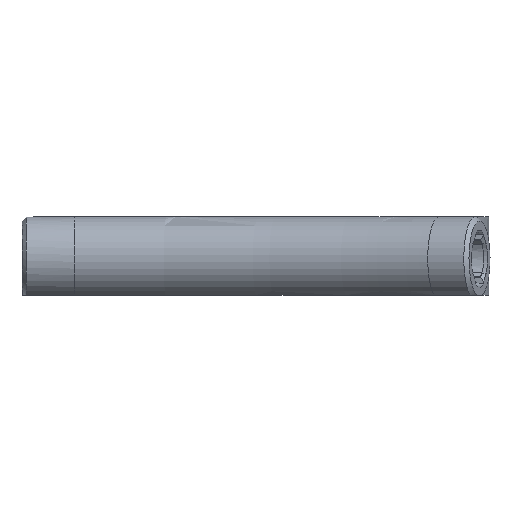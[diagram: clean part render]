
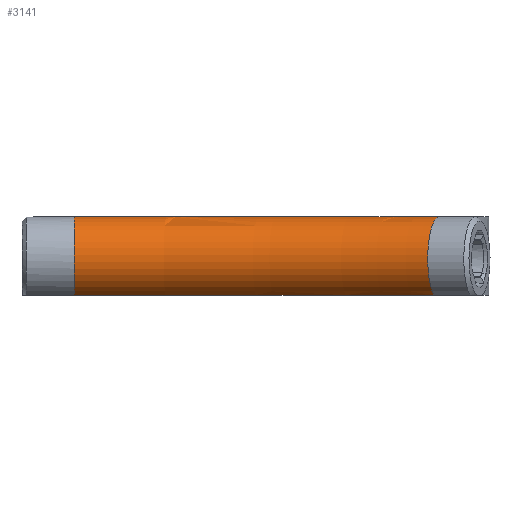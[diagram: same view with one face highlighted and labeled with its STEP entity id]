
A CAD part, left-side view. The second image highlights one B-rep face of the part: STEP entity #3141.
In plain terms, the highlighted toroidal (fillet/blend) face has major radius 125 mm and minor radius 4 mm.
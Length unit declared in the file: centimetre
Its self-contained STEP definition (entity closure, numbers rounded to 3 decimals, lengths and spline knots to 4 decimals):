
#57=TOROIDAL_SURFACE('',#3342,12.5,0.4);
#61=B_SPLINE_CURVE_WITH_KNOTS('',3,(#4642,#4643,#4644,#4645),
 .UNSPECIFIED.,.F.,.F.,(4,4),(13.0661,13.2551),
 .UNSPECIFIED.);
#62=B_SPLINE_CURVE_WITH_KNOTS('',3,(#4651,#4652,#4653,#4654,#4655,#4656,
#4657,#4658),.UNSPECIFIED.,.F.,.F.,(4,2,2,4),(-0.4394,-0.3752,
-0.3083,-0.223),.UNSPECIFIED.);
#228=FACE_OUTER_BOUND('',#412,.T.);
#412=EDGE_LOOP('',(#2211,#2212,#2213,#2214,#2215,#2216,#2217,#2218));
#589=CIRCLE('',#3319,14.9459);
#596=CIRCLE('',#3343,12.5);
#597=CIRCLE('',#3344,0.4);
#598=CIRCLE('',#3345,12.3063);
#599=CIRCLE('',#3346,0.4);
#600=CIRCLE('',#3347,12.5);
#1347=VERTEX_POINT('',#4633);
#1349=VERTEX_POINT('',#4637);
#1350=VERTEX_POINT('',#4641);
#1352=VERTEX_POINT('',#4650);
#1373=VERTEX_POINT('',#4740);
#1374=VERTEX_POINT('',#4742);
#1375=VERTEX_POINT('',#4744);
#1376=VERTEX_POINT('',#4746);
#1659=EDGE_CURVE('',#1347,#1349,#589,.T.);
#1660=EDGE_CURVE('',#1349,#1350,#61,.T.);
#1663=EDGE_CURVE('',#1350,#1352,#62,.T.);
#1695=EDGE_CURVE('',#1352,#1373,#596,.T.);
#1696=EDGE_CURVE('',#1374,#1373,#597,.T.);
#1697=EDGE_CURVE('',#1375,#1374,#598,.T.);
#1698=EDGE_CURVE('',#1376,#1375,#599,.T.);
#1699=EDGE_CURVE('',#1376,#1347,#600,.T.);
#2211=ORIENTED_EDGE('',*,*,#1659,.T.);
#2212=ORIENTED_EDGE('',*,*,#1660,.T.);
#2213=ORIENTED_EDGE('',*,*,#1663,.T.);
#2214=ORIENTED_EDGE('',*,*,#1695,.T.);
#2215=ORIENTED_EDGE('',*,*,#1696,.F.);
#2216=ORIENTED_EDGE('',*,*,#1697,.F.);
#2217=ORIENTED_EDGE('',*,*,#1698,.F.);
#2218=ORIENTED_EDGE('',*,*,#1699,.T.);
#3141=ADVANCED_FACE('',(#228),#57,.T.);
#3319=AXIS2_PLACEMENT_3D('',#4639,#3674,#3675);
#3342=AXIS2_PLACEMENT_3D('',#4739,#3742,#3743);
#3343=AXIS2_PLACEMENT_3D('',#4741,#3744,#3745);
#3344=AXIS2_PLACEMENT_3D('',#4743,#3746,#3747);
#3345=AXIS2_PLACEMENT_3D('',#4745,#3748,#3749);
#3346=AXIS2_PLACEMENT_3D('',#4747,#3750,#3751);
#3347=AXIS2_PLACEMENT_3D('',#4748,#3752,#3753);
#3674=DIRECTION('center_axis',(-0.995,0.103,0.008));
#3675=DIRECTION('ref_axis',(0.008,0.006,1.));
#3742=DIRECTION('center_axis',(0.,0.,
-1.));
#3743=DIRECTION('ref_axis',(0.,1.,0.));
#3744=DIRECTION('center_axis',(0.,0.,
1.));
#3745=DIRECTION('ref_axis',(0.,1.,0.));
#3746=DIRECTION('center_axis',(0.,1.,0.));
#3747=DIRECTION('ref_axis',(0.,0.,
1.));
#3748=DIRECTION('center_axis',(0.,0.,
1.));
#3749=DIRECTION('ref_axis',(0.,1.,0.));
#3750=DIRECTION('center_axis',(-0.28,-0.96,0.));
#3751=DIRECTION('ref_axis',(0.96,-0.28,0.));
#3752=DIRECTION('center_axis',(0.,0.,
1.));
#3753=DIRECTION('ref_axis',(0.,1.,0.));
#4633=CARTESIAN_POINT('',(-6.4642,-1.1682,8.781));
#4637=CARTESIAN_POINT('',(-6.454,-1.0703,8.7807));
#4639=CARTESIAN_POINT('Origin',(-6.5794,-1.1573,-6.1644));
#4641=CARTESIAN_POINT('',(-6.4329,-0.8666,8.7782));
#4642=CARTESIAN_POINT('Ctrl Pts',(-6.454,-1.0703,8.7807));
#4643=CARTESIAN_POINT('Ctrl Pts',(-6.4472,-1.0043,8.7803));
#4644=CARTESIAN_POINT('Ctrl Pts',(-6.4401,-0.9356,
8.7794));
#4645=CARTESIAN_POINT('Ctrl Pts',(-6.4329,-0.8666,
8.7782));
#4650=CARTESIAN_POINT('',(-6.3374,-0.678,8.781));
#4651=CARTESIAN_POINT('Ctrl Pts',(-6.4329,-0.8666,
8.7782));
#4652=CARTESIAN_POINT('Ctrl Pts',(-6.4307,-0.8453,
8.7778));
#4653=CARTESIAN_POINT('Ctrl Pts',(-6.4262,-0.8243,
8.7777));
#4654=CARTESIAN_POINT('Ctrl Pts',(-6.4124,-0.7827,
8.7781));
#4655=CARTESIAN_POINT('Ctrl Pts',(-6.403,-0.7624,
8.7787));
#4656=CARTESIAN_POINT('Ctrl Pts',(-6.3766,-0.719,
8.7801));
#4657=CARTESIAN_POINT('Ctrl Pts',(-6.3584,-0.697,8.781));
#4658=CARTESIAN_POINT('Ctrl Pts',(-6.3374,-0.678,
8.781));
#4739=CARTESIAN_POINT('Origin',(-18.5,2.2065,8.381));
#4740=CARTESIAN_POINT('',(-6.,2.2065,8.781));
#4741=CARTESIAN_POINT('Origin',(-18.5,2.2065,8.781));
#4742=CARTESIAN_POINT('',(-6.1936,2.2065,8.031));
#4743=CARTESIAN_POINT('Origin',(-6.,2.2065,8.381));
#4744=CARTESIAN_POINT('',(-6.6859,-1.2393,8.031));
#4745=CARTESIAN_POINT('Origin',(-18.5,2.2065,8.031));
#4746=CARTESIAN_POINT('',(-6.5,-1.2935,8.781));
#4747=CARTESIAN_POINT('Origin',(-6.5,-1.2935,8.381));
#4748=CARTESIAN_POINT('Origin',(-18.5,2.2065,8.781));
